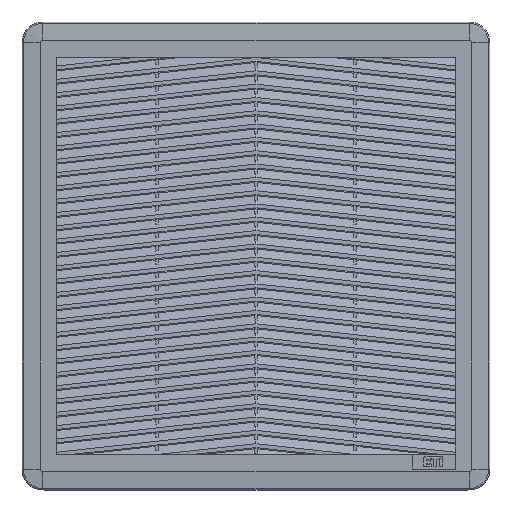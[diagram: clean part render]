
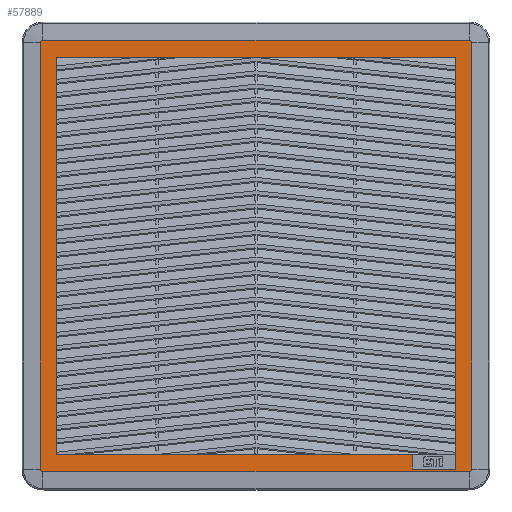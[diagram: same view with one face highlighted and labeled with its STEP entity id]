
A CAD part, front view. The second image highlights one B-rep face of the part: STEP entity #57889.
In plain terms, the highlighted planar face has unit normal (0, -1, 0).
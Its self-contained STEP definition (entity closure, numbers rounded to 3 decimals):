
#24486=DIRECTION('',(0.,0.,-1.));
#24487=VECTOR('',#24486,276.);
#24488=CARTESIAN_POINT('',(261.5,-34.,
138.057));
#24489=LINE('',#24488,#24487);
#25194=DIRECTION('',(1.,0.,0.));
#25195=VECTOR('',#25194,247.);
#25196=CARTESIAN_POINT('',(261.5,-34.,
-137.943));
#25197=LINE('',#25196,#25195);
#26287=DIRECTION('',(-1.,0.,0.));
#26288=VECTOR('',#26287,277.);
#26289=CARTESIAN_POINT('',(538.5,-34.,
138.057));
#26290=LINE('',#26289,#26288);
#36304=CARTESIAN_POINT('',(252.,-34.,
-147.943));
#36305=DIRECTION('',(0.,-1.,0.));
#36306=DIRECTION('',(-1.,0.,
0.));
#36307=AXIS2_PLACEMENT_3D('',#36304,#36305,#36306);
#36312=CARTESIAN_POINT('',(252.,-34.,
148.057));
#36313=DIRECTION('',(0.,-1.,0.));
#36314=DIRECTION('',(0.,0.,1.));
#36315=AXIS2_PLACEMENT_3D('',#36312,#36313,#36314);
#36320=CARTESIAN_POINT('',(548.,-34.,
148.057));
#36321=DIRECTION('',(0.,-1.,0.));
#36322=DIRECTION('',(1.,0.,0.));
#36323=AXIS2_PLACEMENT_3D('',#36320,#36321,#36322);
#36328=CARTESIAN_POINT('',(548.,-34.,
-147.943));
#36329=DIRECTION('',(0.,-1.,0.));
#36330=DIRECTION('',(0.,0.,-1.));
#36331=AXIS2_PLACEMENT_3D('',#36328,#36329,#36330);
#36336=DIRECTION('',(0.,0.,-1.));
#36337=VECTOR('',#36336,286.);
#36338=CARTESIAN_POINT('',(538.5,-34.,
138.057));
#36339=LINE('',#36338,#36337);
#36343=DIRECTION('',(-1.,0.,0.));
#36344=VECTOR('',#36343,296.);
#36345=CARTESIAN_POINT('',(548.,-34.,
-149.737));
#36346=LINE('',#36345,#36344);
#36793=DIRECTION('',(0.,0.,-1.));
#36794=VECTOR('',#36793,296.);
#36795=CARTESIAN_POINT('',(549.794,-34.,
148.057));
#36796=LINE('',#36795,#36794);
#36821=DIRECTION('',(1.,0.,0.));
#36822=VECTOR('',#36821,296.);
#36823=CARTESIAN_POINT('',(252.,-34.,
149.851));
#36824=LINE('',#36823,#36822);
#36842=DIRECTION('',(0.,0.,1.));
#36843=VECTOR('',#36842,296.);
#36844=CARTESIAN_POINT('',(250.206,-34.,
-147.943));
#36845=LINE('',#36844,#36843);
#37652=DIRECTION('',(0.,0.,-1.));
#37653=VECTOR('',#37652,10.);
#37654=CARTESIAN_POINT('',(508.5,-34.,
-137.943));
#37655=LINE('',#37654,#37653);
#37673=DIRECTION('',(1.,0.,0.));
#37674=VECTOR('',#37673,30.);
#37675=CARTESIAN_POINT('',(508.5,-34.,
-147.943));
#37676=LINE('',#37675,#37674);
#39674=CARTESIAN_POINT('',(538.5,-34.,
138.057));
#39675=VERTEX_POINT('',#39674);
#39676=CARTESIAN_POINT('',(261.5,-34.,
138.057));
#39677=VERTEX_POINT('',#39676);
#40980=CARTESIAN_POINT('',(261.5,-34.,
-137.943));
#40981=CARTESIAN_POINT('',(508.5,-34.,
-137.943));
#40982=VERTEX_POINT('',#40980);
#40983=VERTEX_POINT('',#40981);
#41314=CARTESIAN_POINT('',(538.5,-34.,
-147.943));
#41315=VERTEX_POINT('',#41314);
#41544=CARTESIAN_POINT('',(508.5,-34.,
-147.943));
#41545=VERTEX_POINT('',#41544);
#41546=CARTESIAN_POINT('',(548.,-34.,
-149.737));
#41547=CARTESIAN_POINT('',(549.794,-34.,
-147.943));
#41548=VERTEX_POINT('',#41546);
#41549=VERTEX_POINT('',#41547);
#41550=CARTESIAN_POINT('',(549.794,-34.,
148.057));
#41551=VERTEX_POINT('',#41550);
#41552=CARTESIAN_POINT('',(252.,-34.,
149.851));
#41553=CARTESIAN_POINT('',(548.,-34.,
149.851));
#41554=VERTEX_POINT('',#41552);
#41555=VERTEX_POINT('',#41553);
#41556=CARTESIAN_POINT('',(250.206,-34.,
148.057));
#41557=VERTEX_POINT('',#41556);
#41558=CARTESIAN_POINT('',(250.206,-34.,
-147.943));
#41559=VERTEX_POINT('',#41558);
#41560=CARTESIAN_POINT('',(252.,-34.,
-149.737));
#41561=VERTEX_POINT('',#41560);
#57856=CARTESIAN_POINT('',(220.246,-34.,
-179.697));
#57857=DIRECTION('',(0.,-1.,0.));
#57858=DIRECTION('',(1.,0.,0.));
#57859=AXIS2_PLACEMENT_3D('',#57856,#57857,#57858);
#57860=PLANE('',#57859);
#57862=ORIENTED_EDGE('',*,*,#57861,.T.);
#57864=ORIENTED_EDGE('',*,*,#57863,.F.);
#57866=ORIENTED_EDGE('',*,*,#57865,.T.);
#57868=ORIENTED_EDGE('',*,*,#57867,.F.);
#57870=ORIENTED_EDGE('',*,*,#57869,.T.);
#57872=ORIENTED_EDGE('',*,*,#57871,.F.);
#57874=ORIENTED_EDGE('',*,*,#57873,.T.);
#57876=ORIENTED_EDGE('',*,*,#57875,.F.);
#57877=EDGE_LOOP('',(#57862,#57864,#57866,#57868,#57870,#57872,#57874,#57876));
#57878=FACE_OUTER_BOUND('',#57877,.F.);
#57880=ORIENTED_EDGE('',*,*,#57879,.T.);
#57882=ORIENTED_EDGE('',*,*,#57881,.T.);
#57883=ORIENTED_EDGE('',*,*,#44350,.F.);
#57884=ORIENTED_EDGE('',*,*,#44643,.T.);
#57885=ORIENTED_EDGE('',*,*,#43492,.T.);
#57886=ORIENTED_EDGE('',*,*,#43840,.T.);
#57887=EDGE_LOOP('',(#57880,#57882,#57883,#57884,#57885,#57886));
#57888=FACE_BOUND('',#57887,.F.);
#36308=CIRCLE('',#36307,1.794);
#36316=CIRCLE('',#36315,1.794);
#36324=CIRCLE('',#36323,1.794);
#36332=CIRCLE('',#36331,1.794);
#43492=EDGE_CURVE('',#39677,#40982,#24489,.T.);
#43840=EDGE_CURVE('',#40982,#40983,#25197,.T.);
#44350=EDGE_CURVE('',#39675,#41315,#36339,.T.);
#44643=EDGE_CURVE('',#39675,#39677,#26290,.T.);
#57861=EDGE_CURVE('',#41548,#41561,#36346,.T.);
#57863=EDGE_CURVE('',#41559,#41561,#36308,.T.);
#57865=EDGE_CURVE('',#41559,#41557,#36845,.T.);
#57867=EDGE_CURVE('',#41554,#41557,#36316,.T.);
#57869=EDGE_CURVE('',#41554,#41555,#36824,.T.);
#57871=EDGE_CURVE('',#41551,#41555,#36324,.T.);
#57873=EDGE_CURVE('',#41551,#41549,#36796,.T.);
#57875=EDGE_CURVE('',#41548,#41549,#36332,.T.);
#57879=EDGE_CURVE('',#40983,#41545,#37655,.T.);
#57881=EDGE_CURVE('',#41545,#41315,#37676,.T.);
#57889=ADVANCED_FACE('',(#57878,#57888),#57860,.T.);
